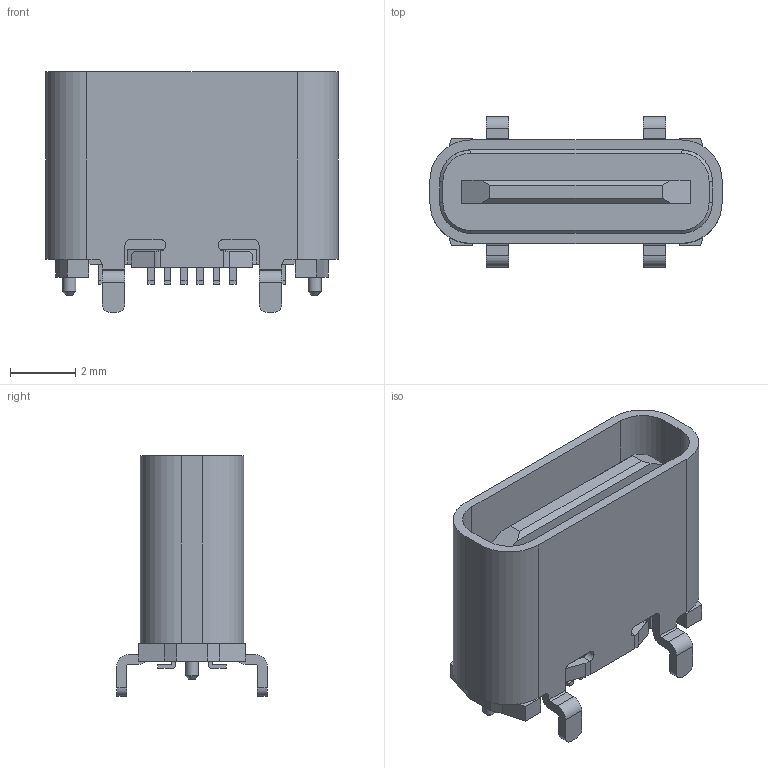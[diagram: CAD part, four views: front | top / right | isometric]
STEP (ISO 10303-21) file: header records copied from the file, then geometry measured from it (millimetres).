
FILE_DESCRIPTION(/* description */ (''),/* implementation_level */ '2;1');
FILE_NAME(/* name */ 'USB-C-vertical.step',/* time_stamp */ '2024-03-16T15:19:57+01:00',/* author */ (''),/* organization */ (''),/* preprocessor_version */ 'ST-DEVELOPER v20',/* originating_system */ 'Autodesk Translation Framework v12.20.1.177',/* authorisation */ '');
FILE_SCHEMA (('AUTOMOTIVE_DESIGN { 1 0 10303 214 3 1 1 }'));
Length unit declared in the file: millimetre
Products named in the file (4): 3D_PCB1_2024-03-16; USB1; USB-C-TH_GT-USB-7055; COMPOUND (1)
Assembly tree (3 placements, depth 4):
  3D_PCB1_2024-03-16
    USB1
      USB-C-TH_GT-USB-7055
        COMPOUND (1)
Bounding box: 8.94 x 4.6 x 7.35 mm (x, y, z)
Volume: 100.4 mm3; surface area: 428.4 mm2
Topology: 2 solids, 2 shells, 322 faces, 878 edges, 578 vertices
Faces by surface type: plane 234, cylinder 82, cone 6
Full cylindrical faces by diameter (mm): 0.4 x2
Entity records: 10558 total; most frequent: CARTESIAN_POINT 1785, ORIENTED_EDGE 1756, DIRECTION 1722, EDGE_CURVE 878, LINE 692, VECTOR 692, VERTEX_POINT 578, AXIS2_PLACEMENT_3D 515
